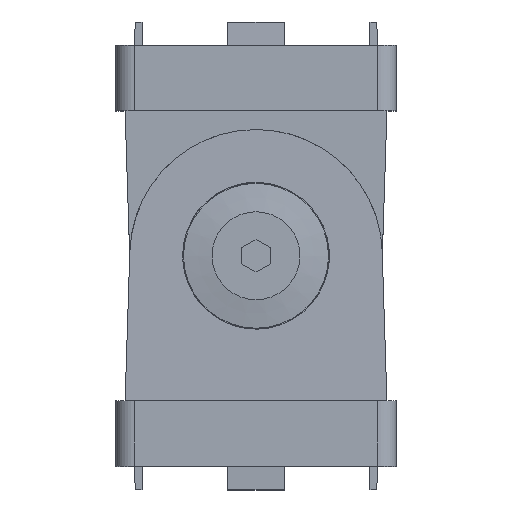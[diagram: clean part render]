
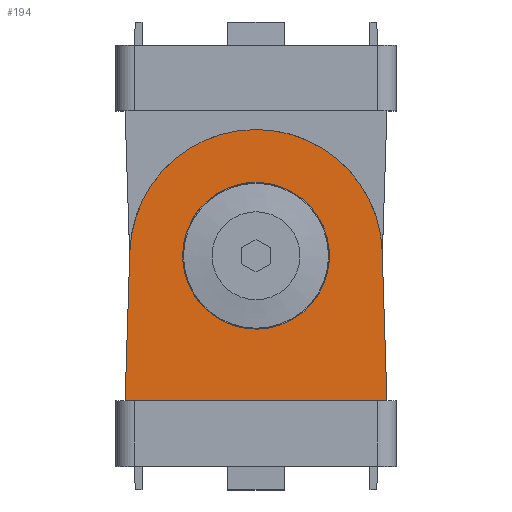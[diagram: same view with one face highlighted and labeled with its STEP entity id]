
A CAD part, top view. The second image highlights one B-rep face of the part: STEP entity #194.
In plain terms, the highlighted planar face has unit normal (0, 0.018, 1).
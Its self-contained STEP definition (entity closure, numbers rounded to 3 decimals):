
#194 = ADVANCED_FACE( '', ( #400, #401 ), #402, .F. );
#400 = FACE_BOUND( '', #608, .T. );
#401 = FACE_OUTER_BOUND( '', #609, .T. );
#402 = PLANE( '', #610 );
#608 = EDGE_LOOP( '', ( #1013 ) );
#609 = EDGE_LOOP( '', ( #1014, #1015, #1016, #1017 ) );
#610 = AXIS2_PLACEMENT_3D( '', #1018, #1019, #1020 );
#1013 = ORIENTED_EDGE( '', *, *, #1307, .F. );
#1014 = ORIENTED_EDGE( '', *, *, #1285, .F. );
#1015 = ORIENTED_EDGE( '', *, *, #1230, .F. );
#1016 = ORIENTED_EDGE( '', *, *, #1308, .F. );
#1017 = ORIENTED_EDGE( '', *, *, #1248, .T. );
#1018 = CARTESIAN_POINT( '', ( 15., 14.5, 13.476 ) );
#1019 = DIRECTION( '', ( 0., -0.017, -1. ) );
#1020 = DIRECTION( '', ( 0., 1., -0.017 ) );
#1230 = EDGE_CURVE( '', #1465, #1466, #1467, .T. );
#1248 = EDGE_CURVE( '', #1491, #1496, #1498, .F. );
#1285 = EDGE_CURVE( '', #1466, #1496, #1547, .T. );
#1307 = EDGE_CURVE( '', #1576, #1576, #1577, .F. );
#1308 = EDGE_CURVE( '', #1491, #1465, #1578, .T. );
#1465 = VERTEX_POINT( '', #1789 );
#1466 = VERTEX_POINT( '', #1790 );
#1467 = LINE( '', #1791, #1792 );
#1491 = VERTEX_POINT( '', #1824 );
#1496 = VERTEX_POINT( '', #1830 );
#1498 = ELLIPSE( '', #1833, 13.502, 13.5 );
#1547 = LINE( '', #1898, #1899 );
#1576 = VERTEX_POINT( '', #1939 );
#1577 = ELLIPSE( '', #1940, 7.851, 7.85 );
#1578 = LINE( '', #1941, #1942 );
#1789 = CARTESIAN_POINT( '', ( 14., -15.5, 14. ) );
#1790 = CARTESIAN_POINT( '', ( -14., -15.5, 14. ) );
#1791 = CARTESIAN_POINT( '', ( 15., -15.5, 14. ) );
#1792 = VECTOR( '', #2064, 1000. );
#1824 = CARTESIAN_POINT( '', ( 13.493, 0.429, 13.722 ) );
#1830 = CARTESIAN_POINT( '', ( -13.493, 0.429, 13.722 ) );
#1833 = AXIS2_PLACEMENT_3D( '', #2087, #2088, #2089 );
#1898 = CARTESIAN_POINT( '', ( -13.017, 15.391, 13.461 ) );
#1899 = VECTOR( '', #2121, 1000. );
#1939 = CARTESIAN_POINT( '', ( 0., 7.85, 13.592 ) );
#1940 = AXIS2_PLACEMENT_3D( '', #2142, #2143, #2144 );
#1941 = CARTESIAN_POINT( '', ( 13.047, 14.438, 13.477 ) );
#1942 = VECTOR( '', #2145, 1000. );
#2064 = DIRECTION( '', ( -1., 0., 0. ) );
#2087 = CARTESIAN_POINT( '', ( 0., 0., 13.729 ) );
#2088 = DIRECTION( '', ( 0., -0.017, -1. ) );
#2089 = DIRECTION( '', ( 0., 1., -0.017 ) );
#2121 = DIRECTION( '', ( 0.032, 0.999, -0.017 ) );
#2142 = CARTESIAN_POINT( '', ( 0., 0., 13.729 ) );
#2143 = DIRECTION( '', ( 0., -0.017, -1. ) );
#2144 = DIRECTION( '', ( 0., 1., -0.017 ) );
#2145 = DIRECTION( '', ( 0.032, -0.999, 0.017 ) );
